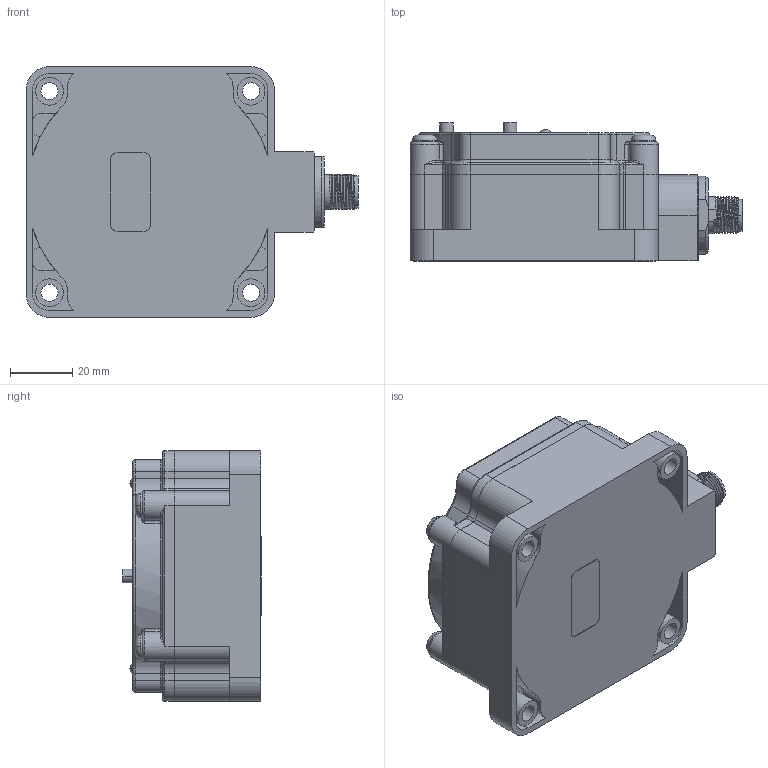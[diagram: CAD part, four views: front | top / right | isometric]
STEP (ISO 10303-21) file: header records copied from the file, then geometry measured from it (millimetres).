
FILE_DESCRIPTION((''),'2;1');
FILE_NAME('208351_ASM','2019-02-05T09:45:00',('pdmadmin'),('BANNER ENGINEERING'),'CREO PARAMETRIC BY PTC INC, 2018300','CREO PARAMETRIC BY PTC INC, 2018300','');
FILE_SCHEMA(('CONFIG_CONTROL_DESIGN'));
Products named in the file (15): 120796; 107054; 41089; 137359_ASM; 120895; 121056; 121057; 120801; 120895_ASM; 161499; 122646_ASM; DX80_SM_LABEL; 60143; BHCS_8-32X_3_4; 208351_ASM
Assembly tree (20 placements, depth 4):
  208351_ASM
    137359_ASM
      120796
      107054
      41089
    122646_ASM
      120895_ASM
        120895
        121056  x2
        121057
        120801
      161499  x2
    120801
    DX80_SM_LABEL
    60143
    BHCS_8-32X_3_4  x4
Bounding box: 107.09 x 44.61 x 80.85 mm (x, y, z)
Volume: 79666 mm3; surface area: 76830 mm2
Topology: 17 solids, 21 shells, 1210 faces, 2917 edges, 1819 vertices
Faces by surface type: cylinder 440, plane 338, torus 172, bspline 142, cone 88, sphere 26, revolution 4
Entity records: 48066 total; most frequent: CARTESIAN_POINT 22651, DIRECTION 5405, ORIENTED_EDGE 5194, EDGE_CURVE 2605, AXIS2_PLACEMENT_3D 2210, VERTEX_POINT 1628, CIRCLE 1209, EDGE_LOOP 1189
